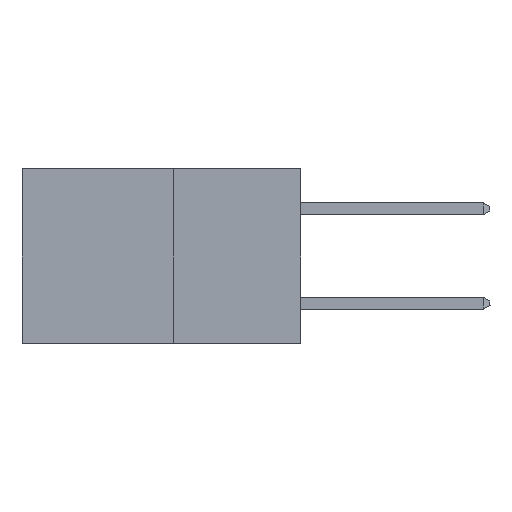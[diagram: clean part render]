
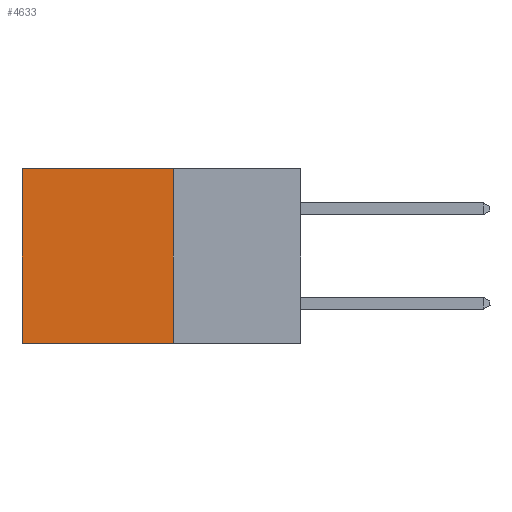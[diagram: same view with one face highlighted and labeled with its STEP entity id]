
A CAD part, left-side view. The second image highlights one B-rep face of the part: STEP entity #4633.
In plain terms, the highlighted planar face has unit normal (-1, 0, 0).
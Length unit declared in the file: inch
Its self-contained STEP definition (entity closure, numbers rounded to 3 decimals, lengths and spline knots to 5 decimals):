
#93 = LINE ( 'NONE', #12896, #24634 ) ;
#755 = VERTEX_POINT ( 'NONE', #23124 ) ;
#1089 = VERTEX_POINT ( 'NONE', #16704 ) ;
#3158 = DIRECTION ( 'NONE',  ( 0., 0., -1. ) ) ;
#3188 = DIRECTION ( 'NONE',  ( 1., 0., 0. ) ) ;
#3257 = CARTESIAN_POINT ( 'NONE',  ( 0.277, 0.27, -0.37 ) ) ;
#3336 = PLANE ( 'NONE',  #7131 ) ;
#3353 = VERTEX_POINT ( 'NONE', #28592 ) ;
#4082 = VECTOR ( 'NONE', #5828, 39.37008 ) ;
#4414 = DIRECTION ( 'NONE',  ( 0., 1., 0. ) ) ;
#4633 = ADVANCED_FACE ( 'NONE', ( #24585 ), #3336, .F. ) ;
#5828 = DIRECTION ( 'NONE',  ( 0., 0., -1. ) ) ;
#7131 = AXIS2_PLACEMENT_3D ( 'NONE', #3257, #3188, #3158 ) ;
#10131 = LINE ( 'NONE', #23429, #15752 ) ;
#10135 = CARTESIAN_POINT ( 'NONE',  ( 0.277, 0.27, -0.37 ) ) ;
#10667 = VECTOR ( 'NONE', #19964, 39.37008 ) ;
#11949 = ORIENTED_EDGE ( 'NONE', *, *, #13019, .T. ) ;
#12896 = CARTESIAN_POINT ( 'NONE',  ( 0.277, 0.27, -0.37 ) ) ;
#13019 = EDGE_CURVE ( 'NONE', #3353, #1089, #10131, .T. ) ;
#14021 = EDGE_CURVE ( 'NONE', #3353, #25307, #93, .T. ) ;
#14882 = ORIENTED_EDGE ( 'NONE', *, *, #20018, .F. ) ;
#15171 = DIRECTION ( 'NONE',  ( 0., 0., -1. ) ) ;
#15752 = VECTOR ( 'NONE', #4414, 39.37008 ) ;
#16704 = CARTESIAN_POINT ( 'NONE',  ( 0.277, 0.59, 0. ) ) ;
#17438 = LINE ( 'NONE', #27138, #4082 ) ;
#17537 = CARTESIAN_POINT ( 'NONE',  ( 0.277, 0.27, -0.37 ) ) ;
#17749 = LINE ( 'NONE', #17537, #10667 ) ;
#19964 = DIRECTION ( 'NONE',  ( 0., 1., 0. ) ) ;
#20018 = EDGE_CURVE ( 'NONE', #25307, #755, #17749, .T. ) ;
#21398 = EDGE_LOOP ( 'NONE', ( #24075, #14882, #28543, #11949 ) ) ;
#23124 = CARTESIAN_POINT ( 'NONE',  ( 0.277, 0.59, -0.37 ) ) ;
#23429 = CARTESIAN_POINT ( 'NONE',  ( 0.277, 0.27, 0. ) ) ;
#24075 = ORIENTED_EDGE ( 'NONE', *, *, #28662, .T. ) ;
#24585 = FACE_OUTER_BOUND ( 'NONE', #21398, .T. ) ;
#24634 = VECTOR ( 'NONE', #15171, 39.37008 ) ;
#25307 = VERTEX_POINT ( 'NONE', #10135 ) ;
#27138 = CARTESIAN_POINT ( 'NONE',  ( 0.277, 0.59, -0.37 ) ) ;
#28543 = ORIENTED_EDGE ( 'NONE', *, *, #14021, .F. ) ;
#28592 = CARTESIAN_POINT ( 'NONE',  ( 0.277, 0.27, 0. ) ) ;
#28662 = EDGE_CURVE ( 'NONE', #1089, #755, #17438, .T. ) ;
